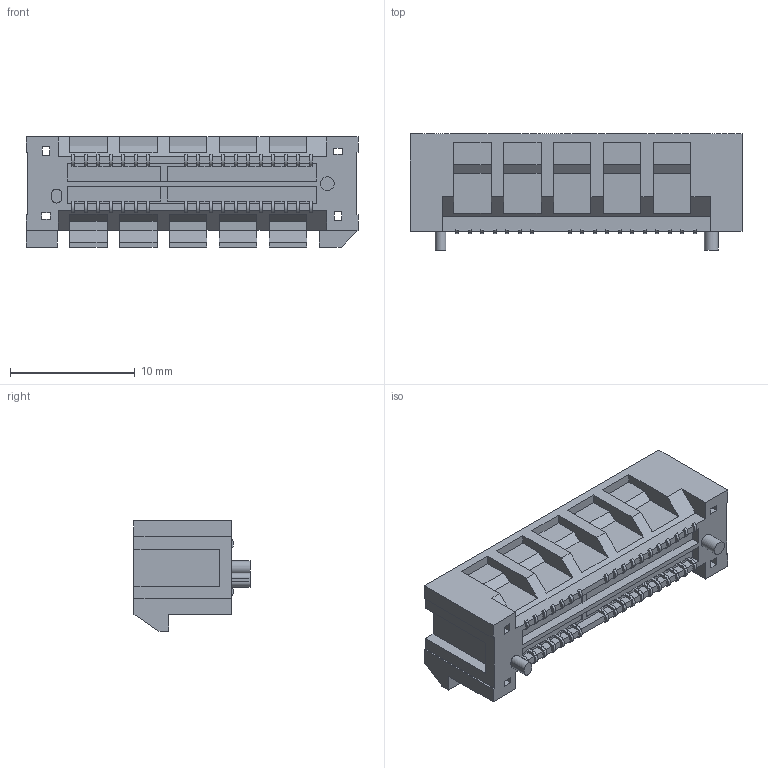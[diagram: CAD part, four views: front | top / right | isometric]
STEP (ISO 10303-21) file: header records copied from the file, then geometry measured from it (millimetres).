
FILE_DESCRIPTION(/* description */ ('STEP AP214'),/* implementation_level */ '2;1');
FILE_NAME(/* name */ 'PCIE-LP-01-01-F-DV-A-TR',/* time_stamp */ '2022-09-30T20:22:11+02:00',/* author */ ('License CC BY-ND 4.0'),/* organization */ ('CADENAS'),/* preprocessor_version */ 'ST-DEVELOPER v18.102',/* originating_system */ 'PARTsolutions',/* authorisation */ ' ');
FILE_SCHEMA (('AUTOMOTIVE_DESIGN {1 0 10303 214 3 1 1}'));
Length unit declared in the file: millimetre
Products named in the file (3): PCIE-LP-01-01-F-DV-A-TR; 01_PINS; 01-_BODY
Assembly tree (2 placements, depth 2):
  PCIE-LP-01-01-F-DV-A-TR
    01_PINS
    01-_BODY
Bounding box: 26.6 x 9.3 x 8.85 mm (x, y, z)
Volume: 803.6 mm3; surface area: 2408.3 mm2
Topology: 2 solids, 2 shells, 944 faces, 2765 edges, 1832 vertices
Faces by surface type: plane 797, cylinder 147
Full cylindrical faces by diameter (mm): 1.12 x1
Entity records: 30978 total; most frequent: CARTESIAN_POINT 5543, ORIENTED_EDGE 5528, DIRECTION 4952, EDGE_CURVE 2764, LINE 2470, VECTOR 2470, VERTEX_POINT 1832, AXIS2_PLACEMENT_3D 1241
